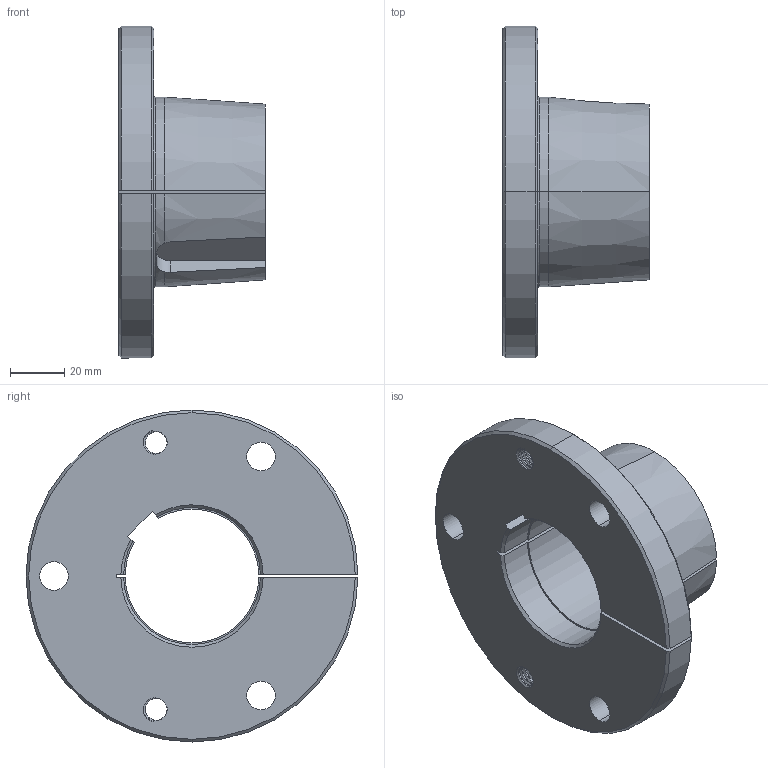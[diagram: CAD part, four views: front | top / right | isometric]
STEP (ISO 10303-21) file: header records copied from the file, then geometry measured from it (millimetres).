
FILE_DESCRIPTION (( 'STEP AP214' ), '1' );
FILE_NAME ('SMR4-TBK-31.step', '2016-11-22T21:14:33', ( '' ), ( '' ), 'SwSTEP 2.0', 'SolidWorks 2016', '' );
FILE_SCHEMA (( 'AUTOMOTIVE_DESIGN' ));
Length unit declared in the file: inch
Products named in the file (1): SMR4-TBK-31
Bounding box: 54 x 122.2 x 122.2 mm (x, y, z)
Volume: 183494.8 mm3; surface area: 44666.1 mm2
Topology: 1 solids, 1 shells, 137 faces, 399 edges, 264 vertices
Faces by surface type: cylinder 96, plane 18, cone 16, bspline 7
Entity records: 6405 total; most frequent: CARTESIAN_POINT 3166, ORIENTED_EDGE 798, DIRECTION 563, EDGE_CURVE 399, VERTEX_POINT 264, AXIS2_PLACEMENT_3D 209, EDGE_LOOP 147, VECTOR 145
